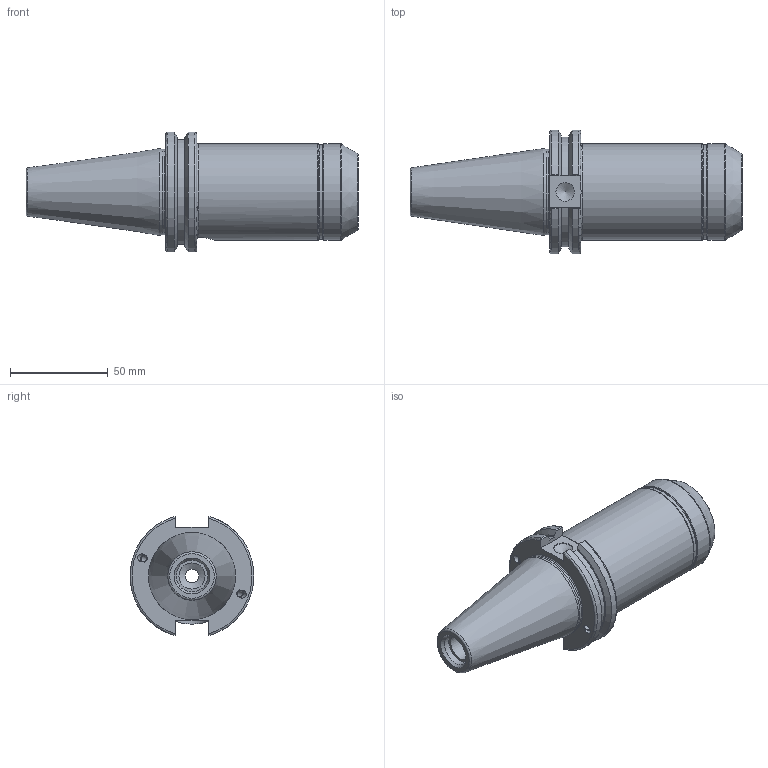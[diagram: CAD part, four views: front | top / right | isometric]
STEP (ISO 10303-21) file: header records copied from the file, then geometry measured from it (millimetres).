
FILE_DESCRIPTION(/* description */ (''),/* implementation_level */ '2;1');
FILE_NAME(/* name */ 'CAT40ADB-HC19.05P-101.6.stp',/* time_stamp */ '2021-06-28T08:38:18+09:00',/* author */ ('eos'),/* organization */ (''),/* preprocessor_version */ 'ST-DEVELOPER v18.1',/* originating_system */ 'Autodesk Inventor 2020',/* authorisation */ '');
FILE_SCHEMA (('AUTOMOTIVE_DESIGN { 1 0 10303 214 3 1 1 }'));
Length unit declared in the file: millimetre
Products named in the file (1): LO-CAT40ADB-HC19.05P-101.6
Bounding box: 169.85 x 63.26 x 61.09 mm (x, y, z)
Volume: 239635.9 mm3; surface area: 36764.7 mm2
Topology: 1 solids, 1 shells, 89 faces, 283 edges, 198 vertices
Faces by surface type: cylinder 30, plane 30, cone 15, torus 14
Full cylindrical faces by diameter (mm): 3.242 x8, 4 x4, 6.917 x1, 9.525 x1, 13.386 x1, 14 x1, 16.3 x1, 19.05 x1, 19.85 x1, 43.6 x1, 48.25 x1, 49.25 x2
Entity records: 3495 total; most frequent: CARTESIAN_POINT 864, DIRECTION 572, ORIENTED_EDGE 560, EDGE_CURVE 280, AXIS2_PLACEMENT_3D 246, VERTEX_POINT 198, CIRCLE 136, EDGE_LOOP 104
